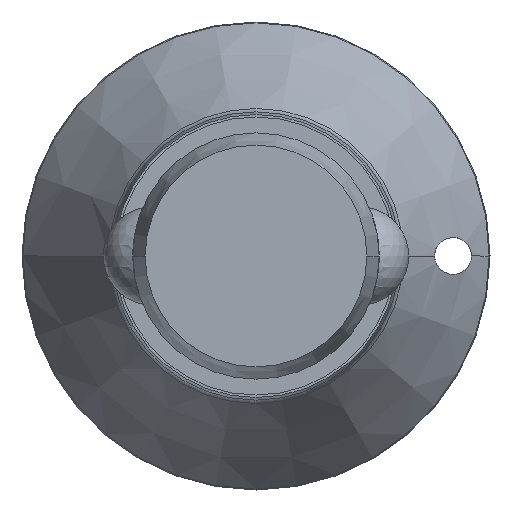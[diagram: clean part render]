
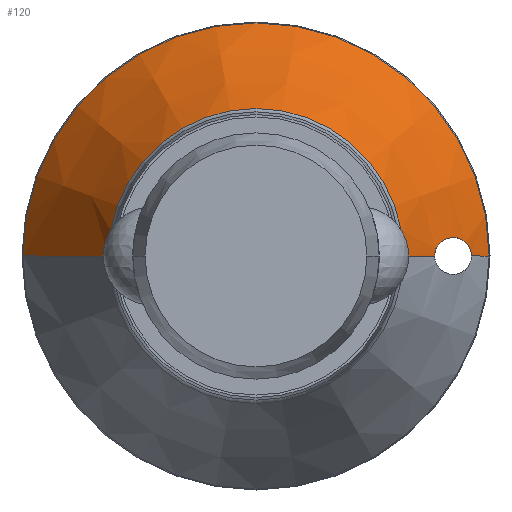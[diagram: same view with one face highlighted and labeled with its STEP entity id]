
A CAD part, front view. The second image highlights one B-rep face of the part: STEP entity #120.
In plain terms, the highlighted conical face has half-angle 30.446 degrees and reference radius 15.453 mm.
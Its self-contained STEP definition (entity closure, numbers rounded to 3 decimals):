
#120=ADVANCED_FACE('',(#239),#240,.T.);
#239=FACE_OUTER_BOUND('',#355,.T.);
#240=CONICAL_SURFACE('',#356,15.453,0.531);
#355=EDGE_LOOP('',(#630,#631,#632,#633,#634,#635,#636));
#356=AXIS2_PLACEMENT_3D('',#637,#638,#639);
#630=ORIENTED_EDGE('',*,*,#695,.T.);
#631=ORIENTED_EDGE('',*,*,#771,.T.);
#632=ORIENTED_EDGE('',*,*,#770,.T.);
#633=ORIENTED_EDGE('',*,*,#698,.T.);
#634=ORIENTED_EDGE('',*,*,#679,.F.);
#635=ORIENTED_EDGE('',*,*,#697,.T.);
#636=ORIENTED_EDGE('',*,*,#784,.T.);
#637=CARTESIAN_POINT('',(0.,36.43,0.));
#638=DIRECTION('',(-0.0,1.0,0.));
#639=DIRECTION('',(1.0,0.0,0.0));
#679=EDGE_CURVE('',#797,#799,#800,.T.);
#695=EDGE_CURVE('',#822,#823,#824,.T.);
#697=EDGE_CURVE('',#797,#825,#827,.T.);
#698=EDGE_CURVE('',#828,#799,#829,.T.);
#770=EDGE_CURVE('',#934,#828,#935,.T.);
#771=EDGE_CURVE('',#823,#934,#936,.T.);
#784=EDGE_CURVE('',#825,#822,#950,.T.);
#797=VERTEX_POINT('',#963);
#799=VERTEX_POINT('',#965);
#800=CIRCLE('',#966,18.931);
#822=VERTEX_POINT('',#1008);
#823=VERTEX_POINT('',#1009);
#824=LINE('',#1010,#1011);
#825=VERTEX_POINT('',#1012);
#827=LINE('',#1014,#1015);
#828=VERTEX_POINT('',#1016);
#829=LINE('',#1017,#1018);
#934=VERTEX_POINT('',#1326);
#935=B_SPLINE_CURVE_WITH_KNOTS('',3,(#1327,#1328,#1329,#1330,#1331,#1332,#1333,#1334,#1335,#1336),.UNSPECIFIED.,.F.,.F.,(4,2,2,2,4),(0.0,0.216,0.303,0.331,0.359),.UNSPECIFIED.);
#936=B_SPLINE_CURVE_WITH_KNOTS('',3,(#1337,#1338,#1339,#1340,#1341,#1342,#1343,#1344,#1345,#1346,#1347,#1348),.UNSPECIFIED.,.F.,.F.,(4,2,2,2,2,4),(1.045,1.072,1.098,1.151,1.261,1.372),.UNSPECIFIED.);
#950=CIRCLE('',#1380,11.976);
#963=CARTESIAN_POINT('',(-18.931,42.347,0.));
#965=CARTESIAN_POINT('',(18.931,42.347,0.));
#966=AXIS2_PLACEMENT_3D('',#1395,#1396,#1397);
#1008=CARTESIAN_POINT('',(11.976,30.513,0.));
#1009=CARTESIAN_POINT('',(14.5,34.808,0.));
#1010=CARTESIAN_POINT('',(15.453,36.43,0.));
#1011=VECTOR('',#1422,1.0);
#1012=CARTESIAN_POINT('',(-11.976,30.513,0.));
#1014=CARTESIAN_POINT('',(-15.453,36.43,0.));
#1015=VECTOR('',#1426,1.0);
#1016=CARTESIAN_POINT('',(17.5,39.912,0.));
#1017=CARTESIAN_POINT('',(15.453,36.43,0.));
#1018=VECTOR('',#1427,1.0);
#1326=CARTESIAN_POINT('',(15.859,37.24,1.493));
#1327=CARTESIAN_POINT('',(15.859,37.24,1.493));
#1328=CARTESIAN_POINT('',(16.222,37.86,1.528));
#1329=CARTESIAN_POINT('',(16.666,38.591,1.422));
#1330=CARTESIAN_POINT('',(17.149,39.362,0.982));
#1331=CARTESIAN_POINT('',(17.304,39.606,0.783));
#1332=CARTESIAN_POINT('',(17.426,39.797,0.471));
#1333=CARTESIAN_POINT('',(17.454,39.84,0.382));
#1334=CARTESIAN_POINT('',(17.491,39.897,0.193));
#1335=CARTESIAN_POINT('',(17.5,39.912,0.093));
#1336=CARTESIAN_POINT('',(17.5,39.912,0.));
#1337=CARTESIAN_POINT('',(14.5,34.808,0.));
#1338=CARTESIAN_POINT('',(14.5,34.808,0.088));
#1339=CARTESIAN_POINT('',(14.508,34.823,0.174));
#1340=CARTESIAN_POINT('',(14.536,34.876,0.339));
#1341=CARTESIAN_POINT('',(14.557,34.915,0.417));
#1342=CARTESIAN_POINT('',(14.633,35.057,0.637));
#1343=CARTESIAN_POINT('',(14.702,35.185,0.762));
#1344=CARTESIAN_POINT('',(14.917,35.581,1.069));
#1345=CARTESIAN_POINT('',(15.096,35.904,1.216));
#1346=CARTESIAN_POINT('',(15.474,36.575,1.421));
#1347=CARTESIAN_POINT('',(15.673,36.922,1.476));
#1348=CARTESIAN_POINT('',(15.859,37.24,1.493));
#1380=AXIS2_PLACEMENT_3D('',#1537,#1538,#1539);
#1395=CARTESIAN_POINT('',(0.,42.347,0.));
#1396=DIRECTION('',(-0.0,1.0,0.));
#1397=DIRECTION('',(1.0,0.0,0.0));
#1422=DIRECTION('',(0.507,0.862,0.));
#1426=DIRECTION('',(0.507,-0.862,0.));
#1427=DIRECTION('',(0.507,0.862,0.));
#1537=CARTESIAN_POINT('',(0.,30.513,0.));
#1538=DIRECTION('',(-0.0,1.0,0.));
#1539=DIRECTION('',(1.0,0.0,0.0));
